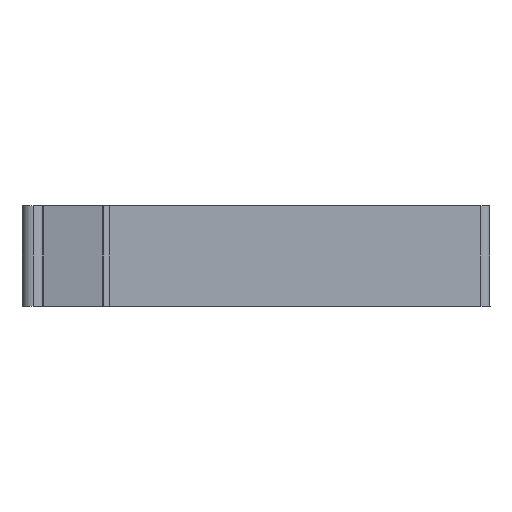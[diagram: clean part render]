
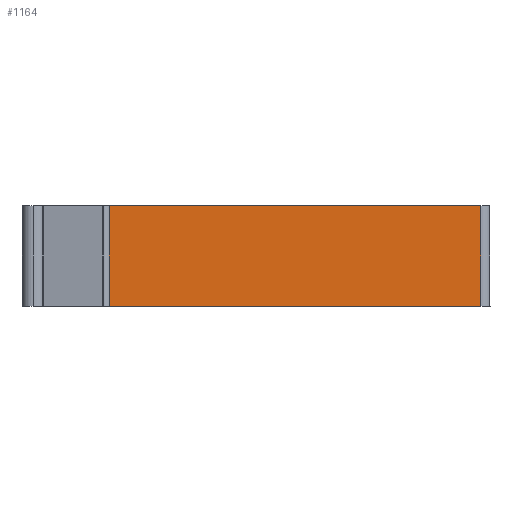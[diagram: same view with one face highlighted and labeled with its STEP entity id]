
A CAD part, left-side view. The second image highlights one B-rep face of the part: STEP entity #1164.
In plain terms, the highlighted planar face has unit normal (-1, 0, 0).
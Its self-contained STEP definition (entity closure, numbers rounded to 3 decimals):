
#1144=AXIS2_PLACEMENT_3D('Plane Axis2P3D',#1141,#1142,#1143) ;
#218=CARTESIAN_POINT('Vertex',(-991.133,-563.905,-63.5)) ;
#221=CARTESIAN_POINT('Line Origine',(-991.227,-329.801,-63.5)) ;
#225=CARTESIAN_POINT('Vertex',(-991.321,-95.697,-63.5)) ;
#536=CARTESIAN_POINT('Vertex',(-991.133,-563.905,63.5)) ;
#539=CARTESIAN_POINT('Line Origine',(-991.133,-563.905,63.5)) ;
#1141=CARTESIAN_POINT('Axis2P3D Location',(-991.133,-563.905,63.5)) ;
#1146=CARTESIAN_POINT('Line Origine',(-991.227,-329.801,63.5)) ;
#1150=CARTESIAN_POINT('Vertex',(-991.321,-95.697,63.5)) ;
#1153=CARTESIAN_POINT('Line Origine',(-991.321,-95.697,0.)) ;
#222=DIRECTION('Vector Direction',(0.,1.,0.)) ;
#540=DIRECTION('Vector Direction',(0.,0.,-1.)) ;
#1142=DIRECTION('Axis2P3D Direction',(-1.,0.,0.)) ;
#1143=DIRECTION('Axis2P3D XDirection',(0.,-1.,0.)) ;
#1147=DIRECTION('Vector Direction',(0.,1.,0.)) ;
#1154=DIRECTION('Vector Direction',(0.,0.,-1.)) ;
#223=VECTOR('Line Direction',#222,1.) ;
#541=VECTOR('Line Direction',#540,1.) ;
#1148=VECTOR('Line Direction',#1147,1.) ;
#1155=VECTOR('Line Direction',#1154,1.) ;
#1159=ORIENTED_EDGE('',*,*,#227,.F.) ;
#1160=ORIENTED_EDGE('',*,*,#543,.F.) ;
#1161=ORIENTED_EDGE('',*,*,#1152,.T.) ;
#1162=ORIENTED_EDGE('',*,*,#1157,.T.) ;
#1164=ADVANCED_FACE('Extrude-Thin1',(#1163),#1145,.T.) ;
#227=EDGE_CURVE('',#219,#226,#224,.T.) ;
#543=EDGE_CURVE('',#537,#219,#542,.T.) ;
#1152=EDGE_CURVE('',#537,#1151,#1149,.T.) ;
#1157=EDGE_CURVE('',#1151,#226,#1156,.T.) ;
#1158=EDGE_LOOP('',(#1159,#1160,#1161,#1162)) ;
#1163=FACE_OUTER_BOUND('',#1158,.T.) ;
#224=LINE('Line',#221,#223) ;
#542=LINE('Line',#539,#541) ;
#1149=LINE('Line',#1146,#1148) ;
#1156=LINE('Line',#1153,#1155) ;
#1145=PLANE('',#1144) ;
#219=VERTEX_POINT('',#218) ;
#226=VERTEX_POINT('',#225) ;
#537=VERTEX_POINT('',#536) ;
#1151=VERTEX_POINT('',#1150) ;
